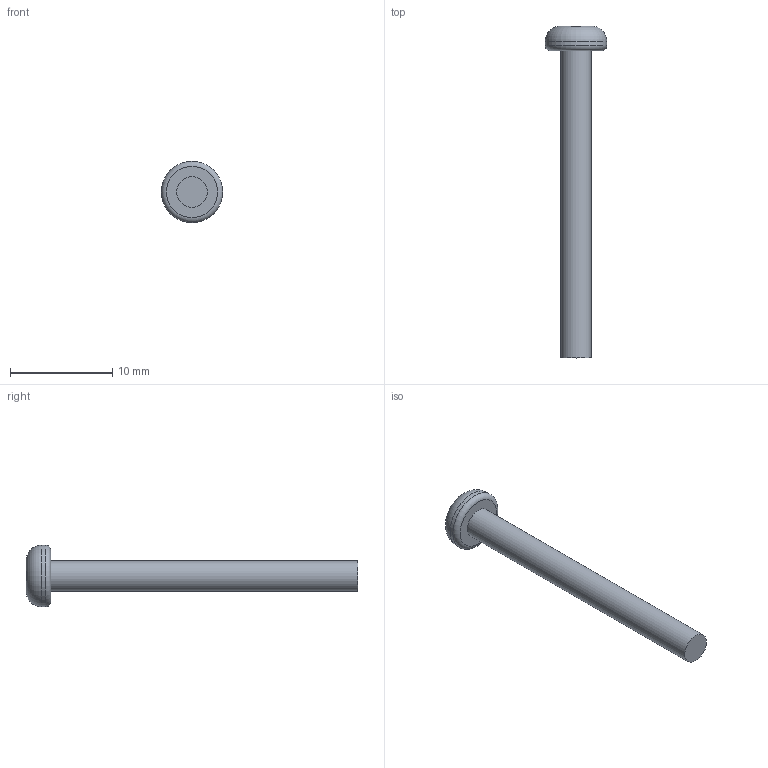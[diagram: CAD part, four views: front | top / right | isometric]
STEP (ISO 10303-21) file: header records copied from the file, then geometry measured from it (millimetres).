
FILE_DESCRIPTION(/* description */ ('Alibre Inc.'),/* implementation_level */ '2;1');
FILE_NAME(/* name */ 'export0',/* time_stamp */ '2015-07-11T14:07:37+12:00',/* author */ (''),/* organization */ (''),/* preprocessor_version */ 'ST-DEVELOPER v14',/* originating_system */ 'Alibre',/* authorisation */ '');
FILE_SCHEMA (('CONFIG_CONTROL_DESIGN'));
Length unit declared in the file: centimetre
Products named in the file (1): FPAN-M3-30L
Bounding box: 6 x 32.4 x 6 mm (x, y, z)
Volume: 267.6 mm3; surface area: 373.9 mm2
Topology: 1 solids, 1 shells, 23 faces, 58 edges, 38 vertices
Faces by surface type: plane 19, torus 2, cylinder 2
Full cylindrical faces by diameter (mm): 3 x1, 6 x1
Entity records: 1528 total; most frequent: CARTESIAN_POINT 954, ORIENTED_EDGE 106, DIRECTION 72, EDGE_CURVE 53, VERTEX_POINT 37, VECTOR 32, LINE 32, AXIS2_PLACEMENT_3D 29
